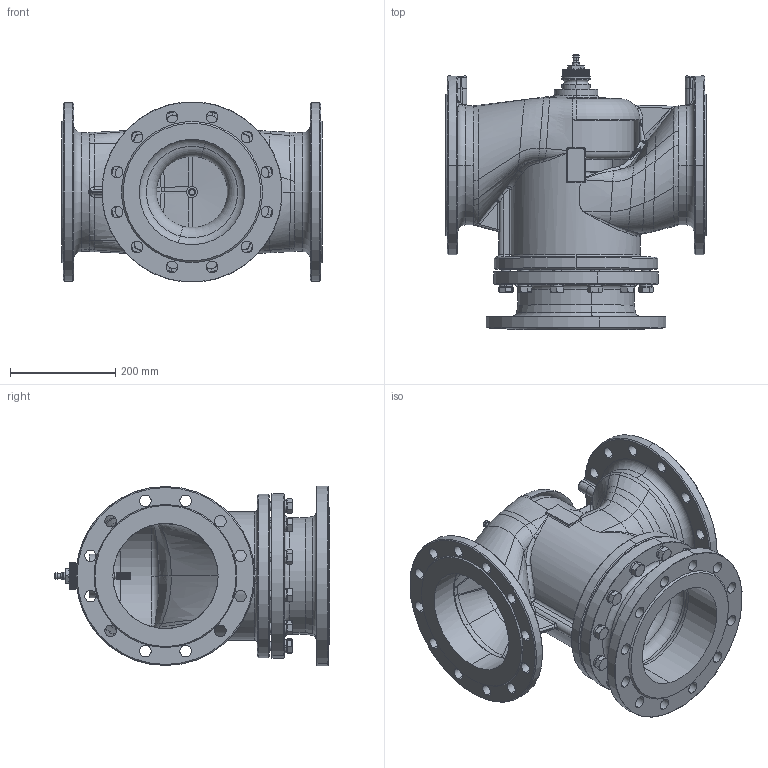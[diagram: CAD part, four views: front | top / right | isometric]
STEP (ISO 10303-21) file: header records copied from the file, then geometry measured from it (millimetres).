
FILE_DESCRIPTION((''),'2;1');
FILE_NAME('3D_STEP_CAD_MODEL_OF__SW0002','2023-03-30T16:28:10',('User'),(''),'CREO PARAMETRIC BY PTC INC, 2019010','CREO PARAMETRIC BY PTC INC, 2019010','');
FILE_SCHEMA(('CONFIG_CONTROL_DESIGN'));
Products named in the file (1): 3D_STEP_CAD_MODEL_OF__SW0002
Bounding box: 495 x 522.69 x 341.69 mm (x, y, z)
Surface area: 1763831.9 mm2 (no closed solid volume)
Topology: 0 solids, 95 shells, 949 faces, 2931 edges, 2005 vertices
Faces by surface type: bspline 319, cylinder 257, plane 176, cone 132, torus 53, extrusion 10, sphere 2
Entity records: 101512 total; most frequent: CARTESIAN_POINT 78663, ORIENTED_EDGE 4844, DIRECTION 3732, EDGE_CURVE 2921, VERTEX_POINT 2006, AXIS2_PLACEMENT_3D 1499, B_SPLINE_CURVE_WITH_KNOTS 1328, EDGE_LOOP 1091
